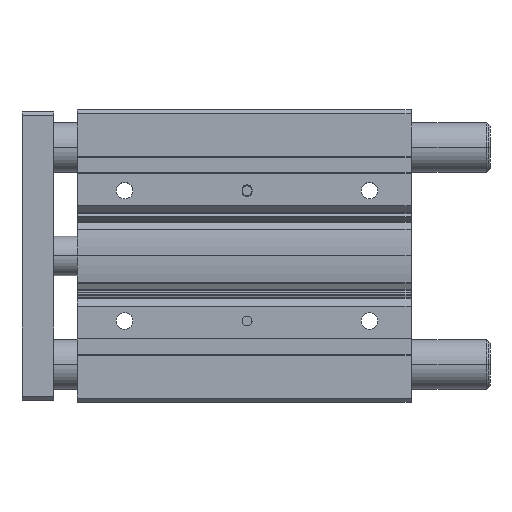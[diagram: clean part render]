
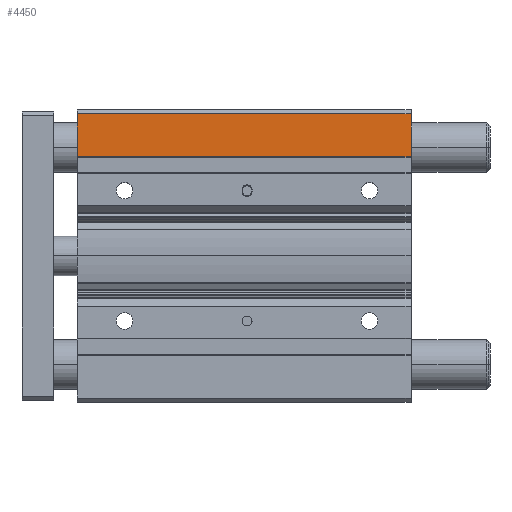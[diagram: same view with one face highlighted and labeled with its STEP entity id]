
A CAD part, top view. The second image highlights one B-rep face of the part: STEP entity #4450.
In plain terms, the highlighted planar face has unit normal (0, 0, 1).
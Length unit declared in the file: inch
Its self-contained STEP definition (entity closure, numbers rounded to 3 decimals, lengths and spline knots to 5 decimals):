
#365 = CARTESIAN_POINT ( 'NONE',  ( 6.65354, 2.83465, 1.25984 ) ) ;
#700 = CARTESIAN_POINT ( 'NONE',  ( 0., 1.97835, 1.25984 ) ) ;
#731 = AXIS2_PLACEMENT_3D ( 'NONE', #5620, #5920, #10410 ) ;
#888 = LINE ( 'NONE', #14280, #1196 ) ;
#1104 = CARTESIAN_POINT ( 'NONE',  ( 6.65354, 1.97835, 1.25984 ) ) ;
#1196 = VECTOR ( 'NONE', #5381, 39.37008 ) ;
#1353 = EDGE_LOOP ( 'NONE', ( #10642, #14105, #7990, #4732 ) ) ;
#1463 = EDGE_CURVE ( 'NONE', #4604, #14298, #13734, .T. ) ;
#2388 = LINE ( 'NONE', #13717, #14333 ) ;
#2520 = FACE_OUTER_BOUND ( 'NONE', #1353, .T. ) ;
#2632 = DIRECTION ( 'NONE',  ( 0., -1., 0. ) ) ;
#2800 = LINE ( 'NONE', #6111, #9996 ) ;
#2917 = EDGE_CURVE ( 'NONE', #8225, #7670, #888, .T. ) ;
#3584 = CARTESIAN_POINT ( 'NONE',  ( 0., 2.83465, 1.25984 ) ) ;
#4450 = ADVANCED_FACE ( 'NONE', ( #2520 ), #11530, .F. ) ;
#4604 = VERTEX_POINT ( 'NONE', #8275 ) ;
#4732 = ORIENTED_EDGE ( 'NONE', *, *, #5709, .T. ) ;
#5090 = DIRECTION ( 'NONE',  ( -1., 0., 0. ) ) ;
#5381 = DIRECTION ( 'NONE',  ( 0., -1., 0. ) ) ;
#5620 = CARTESIAN_POINT ( 'NONE',  ( 6.65354, 2.83465, 1.25984 ) ) ;
#5709 = EDGE_CURVE ( 'NONE', #8225, #4604, #2388, .T. ) ;
#5920 = DIRECTION ( 'NONE',  ( 0., 0., -1. ) ) ;
#6111 = CARTESIAN_POINT ( 'NONE',  ( 6.65354, 1.97835, 1.25984 ) ) ;
#7670 = VERTEX_POINT ( 'NONE', #1104 ) ;
#7939 = EDGE_CURVE ( 'NONE', #7670, #14298, #2800, .T. ) ;
#7982 = VECTOR ( 'NONE', #2632, 39.37008 ) ;
#7990 = ORIENTED_EDGE ( 'NONE', *, *, #2917, .F. ) ;
#8225 = VERTEX_POINT ( 'NONE', #365 ) ;
#8275 = CARTESIAN_POINT ( 'NONE',  ( 0., 2.83465, 1.25984 ) ) ;
#9996 = VECTOR ( 'NONE', #5090, 39.37008 ) ;
#10410 = DIRECTION ( 'NONE',  ( 0., -1., 0. ) ) ;
#10485 = DIRECTION ( 'NONE',  ( -1., 0., 0. ) ) ;
#10642 = ORIENTED_EDGE ( 'NONE', *, *, #1463, .T. ) ;
#11530 = PLANE ( 'NONE',  #731 ) ;
#13717 = CARTESIAN_POINT ( 'NONE',  ( 6.65354, 2.83465, 1.25984 ) ) ;
#13734 = LINE ( 'NONE', #3584, #7982 ) ;
#14105 = ORIENTED_EDGE ( 'NONE', *, *, #7939, .F. ) ;
#14280 = CARTESIAN_POINT ( 'NONE',  ( 6.65354, 2.83465, 1.25984 ) ) ;
#14298 = VERTEX_POINT ( 'NONE', #700 ) ;
#14333 = VECTOR ( 'NONE', #10485, 39.37008 ) ;
